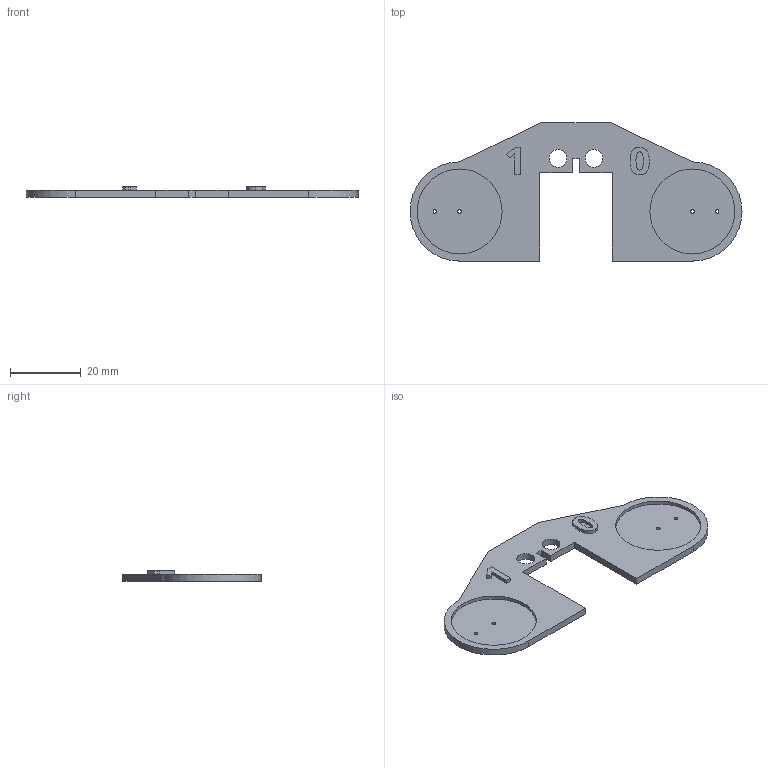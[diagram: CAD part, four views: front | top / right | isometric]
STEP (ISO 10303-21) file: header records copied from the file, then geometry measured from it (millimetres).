
FILE_DESCRIPTION(('FreeCAD Model'),'2;1');
FILE_NAME('servo-position-dashboard.step','2017-03-20T17:46:56',(''),(''), 'Open CASCADE STEP processor 6.8','FreeCAD','Unknown');
FILE_SCHEMA(('AUTOMOTIVE_DESIGN_CC2 { 1 2 10303 214 -1 1 5 4 }'));
Length unit declared in the file: millimetre
Products named in the file (2): ASSEMBLY; Dashboard-final
Assembly tree (1 placements, depth 2):
  ASSEMBLY
    Dashboard-final
Bounding box: 93.7 x 39 x 3 mm (x, y, z)
Volume: 3869.3 mm3; surface area: 5576.5 mm2
Topology: 1 solids, 1 shells, 55 faces, 144 edges, 96 vertices
Faces by surface type: plane 28, extrusion 17, cylinder 10
Full cylindrical faces by diameter (mm): 1 x4, 5 x2, 24 x2
Entity records: 3707 total; most frequent: CARTESIAN_POINT 875, DIRECTION 461, VECTOR 341, LINE 324, ORIENTED_EDGE 288, PCURVE 288, DEFINITIONAL_REPRESENTATION 288, EDGE_CURVE 144
